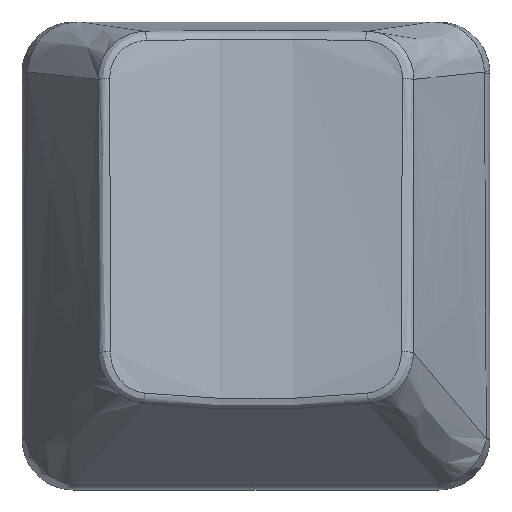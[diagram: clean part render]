
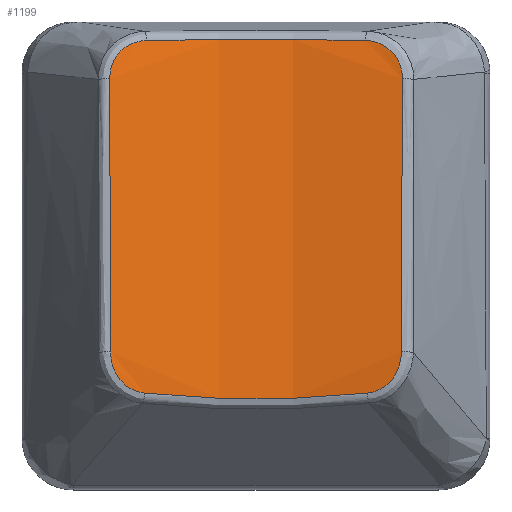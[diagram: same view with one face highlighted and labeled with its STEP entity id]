
A CAD part, top view. The second image highlights one B-rep face of the part: STEP entity #1199.
In plain terms, the highlighted free-form (B-spline) face has degree [1, 2] with [2, 3] control points.
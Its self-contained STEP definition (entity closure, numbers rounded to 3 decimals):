
#14=(
BOUNDED_SURFACE()
B_SPLINE_SURFACE(1,2,((#2877,#2878,#2879),(#2880,#2881,#2882)),
 .UNSPECIFIED.,.F.,.F.,.F.)
B_SPLINE_SURFACE_WITH_KNOTS((2,2),(3,3),(-0.459,0.194),
(-1.837,-1.304),.UNSPECIFIED.)
GEOMETRIC_REPRESENTATION_ITEM()
RATIONAL_B_SPLINE_SURFACE(((1.,0.965,1.),(1.,0.965,
1.)))
REPRESENTATION_ITEM('')
SURFACE()
);
#125=B_SPLINE_CURVE_WITH_KNOTS('',3,(#2585,#2586,#2587,#2588),
 .UNSPECIFIED.,.F.,.F.,(4,4),(0.,0.886),.UNSPECIFIED.);
#126=B_SPLINE_CURVE_WITH_KNOTS('',3,(#2621,#2622,#2623,#2624,#2625,#2626),
 .UNSPECIFIED.,.F.,.F.,(4,1,1,4),(0.,0.066,
0.132,0.231),.UNSPECIFIED.);
#127=B_SPLINE_CURVE_WITH_KNOTS('',3,(#2649,#2650,#2651,#2652),
 .UNSPECIFIED.,.F.,.F.,(4,4),(0.,1.068),
 .UNSPECIFIED.);
#129=B_SPLINE_CURVE_WITH_KNOTS('',3,(#2686,#2687,#2688,#2689,#2690),
 .UNSPECIFIED.,.F.,.F.,(4,1,4),(0.,0.102,0.238),
 .UNSPECIFIED.);
#131=B_SPLINE_CURVE_WITH_KNOTS('',3,(#2718,#2719,#2720,#2721),
 .UNSPECIFIED.,.F.,.F.,(4,4),(0.,0.869),
 .UNSPECIFIED.);
#133=B_SPLINE_CURVE_WITH_KNOTS('',3,(#2761,#2762,#2763,#2764,#2765,#2766),
 .UNSPECIFIED.,.F.,.F.,(4,1,1,4),(0.,0.102,
0.17,0.238),.UNSPECIFIED.);
#135=B_SPLINE_CURVE_WITH_KNOTS('',3,(#2793,#2794,#2795,#2796),
 .UNSPECIFIED.,.F.,.F.,(4,4),(0.,1.068),.UNSPECIFIED.);
#136=B_SPLINE_CURVE_WITH_KNOTS('',3,(#2827,#2828,#2829,#2830,#2831,#2832),
 .UNSPECIFIED.,.F.,.F.,(4,1,1,4),(0.,0.099,
0.165,0.231),.UNSPECIFIED.);
#322=FACE_OUTER_BOUND('',#398,.T.);
#398=EDGE_LOOP('',(#980,#981,#982,#983,#984,#985,#986,#987));
#534=VERTEX_POINT('',#2581);
#535=VERTEX_POINT('',#2583);
#536=VERTEX_POINT('',#2619);
#537=VERTEX_POINT('',#2647);
#538=VERTEX_POINT('',#2678);
#540=VERTEX_POINT('',#2711);
#542=VERTEX_POINT('',#2752);
#544=VERTEX_POINT('',#2787);
#688=EDGE_CURVE('',#535,#534,#125,.T.);
#690=EDGE_CURVE('',#534,#536,#126,.T.);
#692=EDGE_CURVE('',#536,#537,#127,.T.);
#695=EDGE_CURVE('',#537,#538,#129,.T.);
#698=EDGE_CURVE('',#538,#540,#131,.T.);
#701=EDGE_CURVE('',#540,#542,#133,.T.);
#704=EDGE_CURVE('',#542,#544,#135,.T.);
#705=EDGE_CURVE('',#544,#535,#136,.T.);
#980=ORIENTED_EDGE('',*,*,#688,.F.);
#981=ORIENTED_EDGE('',*,*,#705,.F.);
#982=ORIENTED_EDGE('',*,*,#704,.F.);
#983=ORIENTED_EDGE('',*,*,#701,.F.);
#984=ORIENTED_EDGE('',*,*,#698,.F.);
#985=ORIENTED_EDGE('',*,*,#695,.F.);
#986=ORIENTED_EDGE('',*,*,#692,.F.);
#987=ORIENTED_EDGE('',*,*,#690,.F.);
#1199=ADVANCED_FACE('',(#322),#14,.T.);
#2581=CARTESIAN_POINT('',(-4.321,-5.334,6.32));
#2583=CARTESIAN_POINT('',(4.321,-5.334,6.32));
#2585=CARTESIAN_POINT('Ctrl Pts',(4.321,-5.334,6.32));
#2586=CARTESIAN_POINT('Ctrl Pts',(1.483,-5.631,5.785));
#2587=CARTESIAN_POINT('Ctrl Pts',(-1.483,-5.631,5.785));
#2588=CARTESIAN_POINT('Ctrl Pts',(-4.321,-5.334,6.32));
#2619=CARTESIAN_POINT('',(-5.643,-3.73,6.433));
#2621=CARTESIAN_POINT('Ctrl Pts',(-4.321,-5.334,6.32));
#2622=CARTESIAN_POINT('Ctrl Pts',(-4.532,-5.312,6.36));
#2623=CARTESIAN_POINT('Ctrl Pts',(-4.946,-5.168,6.433));
#2624=CARTESIAN_POINT('Ctrl Pts',(-5.492,-4.611,6.499));
#2625=CARTESIAN_POINT('Ctrl Pts',(-5.642,-4.058,6.473));
#2626=CARTESIAN_POINT('Ctrl Pts',(-5.643,-3.73,6.433));
#2647=CARTESIAN_POINT('',(-5.679,6.869,5.141));
#2649=CARTESIAN_POINT('Ctrl Pts',(-5.643,-3.73,6.433));
#2650=CARTESIAN_POINT('Ctrl Pts',(-5.653,-0.197,6.001));
#2651=CARTESIAN_POINT('Ctrl Pts',(-5.665,3.336,5.571));
#2652=CARTESIAN_POINT('Ctrl Pts',(-5.679,6.869,5.141));
#2678=CARTESIAN_POINT('',(-4.242,8.356,4.623));
#2686=CARTESIAN_POINT('Ctrl Pts',(-5.679,6.869,5.141));
#2687=CARTESIAN_POINT('Ctrl Pts',(-5.68,7.207,5.099));
#2688=CARTESIAN_POINT('Ctrl Pts',(-5.428,7.995,4.932));
#2689=CARTESIAN_POINT('Ctrl Pts',(-4.679,8.348,4.711));
#2690=CARTESIAN_POINT('Ctrl Pts',(-4.242,8.356,4.623));
#2711=CARTESIAN_POINT('',(4.242,8.356,4.623));
#2718=CARTESIAN_POINT('Ctrl Pts',(-4.242,8.356,4.623));
#2719=CARTESIAN_POINT('Ctrl Pts',(-1.451,8.407,4.066));
#2720=CARTESIAN_POINT('Ctrl Pts',(1.451,8.407,4.066));
#2721=CARTESIAN_POINT('Ctrl Pts',(4.242,8.356,4.623));
#2752=CARTESIAN_POINT('',(5.679,6.869,5.141));
#2761=CARTESIAN_POINT('Ctrl Pts',(4.242,8.356,4.623));
#2762=CARTESIAN_POINT('Ctrl Pts',(4.57,8.35,4.689));
#2763=CARTESIAN_POINT('Ctrl Pts',(5.109,8.166,4.833));
#2764=CARTESIAN_POINT('Ctrl Pts',(5.588,7.543,5.033));
#2765=CARTESIAN_POINT('Ctrl Pts',(5.68,7.094,5.113));
#2766=CARTESIAN_POINT('Ctrl Pts',(5.679,6.869,5.141));
#2787=CARTESIAN_POINT('',(5.643,-3.73,6.433));
#2793=CARTESIAN_POINT('Ctrl Pts',(5.679,6.869,5.141));
#2794=CARTESIAN_POINT('Ctrl Pts',(5.665,3.336,5.571));
#2795=CARTESIAN_POINT('Ctrl Pts',(5.653,-0.197,6.001));
#2796=CARTESIAN_POINT('Ctrl Pts',(5.643,-3.73,6.433));
#2827=CARTESIAN_POINT('Ctrl Pts',(5.643,-3.73,6.433));
#2828=CARTESIAN_POINT('Ctrl Pts',(5.642,-4.058,6.473));
#2829=CARTESIAN_POINT('Ctrl Pts',(5.492,-4.611,6.499));
#2830=CARTESIAN_POINT('Ctrl Pts',(4.946,-5.168,6.433));
#2831=CARTESIAN_POINT('Ctrl Pts',(4.532,-5.312,6.36));
#2832=CARTESIAN_POINT('Ctrl Pts',(4.321,-5.334,6.32));
#2877=CARTESIAN_POINT('Ctrl Pts',(5.679,-5.481,6.657));
#2878=CARTESIAN_POINT('Ctrl Pts',(0.,-5.666,
5.153));
#2879=CARTESIAN_POINT('Ctrl Pts',(-5.68,-5.481,6.657));
#2880=CARTESIAN_POINT('Ctrl Pts',(5.679,8.514,4.939));
#2881=CARTESIAN_POINT('Ctrl Pts',(0.,8.33,
3.434));
#2882=CARTESIAN_POINT('Ctrl Pts',(-5.68,8.514,4.939));
